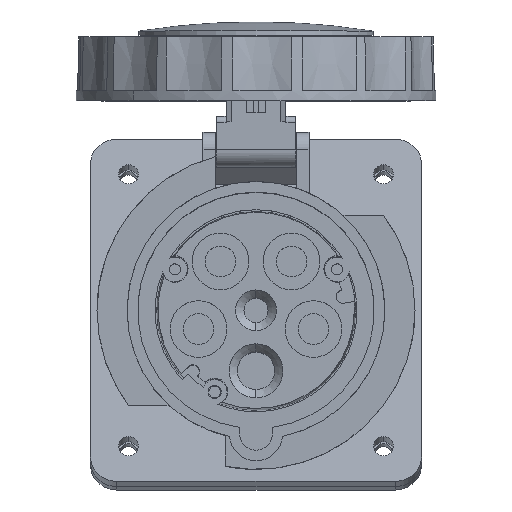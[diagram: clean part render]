
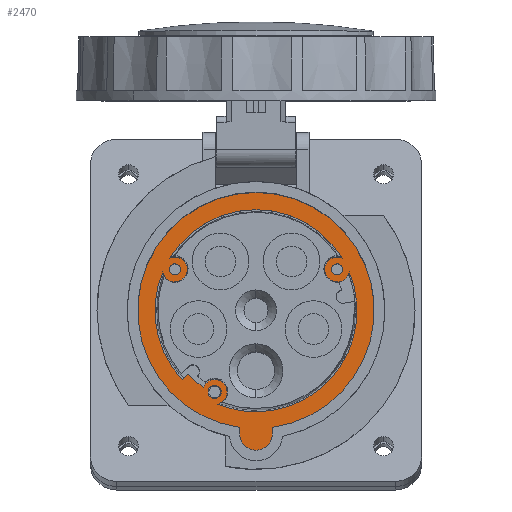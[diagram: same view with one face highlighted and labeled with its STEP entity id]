
A CAD part, top view. The second image highlights one B-rep face of the part: STEP entity #2470.
In plain terms, the highlighted face is planar.
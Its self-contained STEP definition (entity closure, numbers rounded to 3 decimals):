
#819=DIRECTION('',(0.,1.,0.));
#820=VECTOR('',#819,1.852);
#821=CARTESIAN_POINT('',(-5.,-37.2,0.));
#822=LINE('',#821,#820);
#831=DIRECTION('',(0.,-1.,0.));
#832=VECTOR('',#831,1.852);
#833=CARTESIAN_POINT('',(5.,-35.348,0.));
#834=LINE('',#833,#832);
#843=CARTESIAN_POINT('',(0.,-37.2,0.));
#844=DIRECTION('',(0.,0.,1.));
#845=DIRECTION('',(-1.,0.,0.));
#846=AXIS2_PLACEMENT_3D('',#843,#844,#845);
#848=CARTESIAN_POINT('',(0.,0.,0.));
#849=DIRECTION('',(0.,0.,1.));
#850=DIRECTION('',(0.14,-0.99,0.));
#851=AXIS2_PLACEMENT_3D('',#848,#849,#850);
#853=CARTESIAN_POINT('',(0.,0.,0.));
#854=DIRECTION('',(0.,0.,1.));
#855=DIRECTION('',(0.,1.,0.));
#856=AXIS2_PLACEMENT_3D('',#853,#854,#855);
#858=CARTESIAN_POINT('',(-24.503,12.485,0.));
#859=DIRECTION('',(0.,0.,-1.));
#860=DIRECTION('',(1.,0.,0.));
#861=AXIS2_PLACEMENT_3D('',#858,#859,#860);
#863=CARTESIAN_POINT('',(-24.503,12.485,0.));
#864=DIRECTION('',(0.,0.,-1.));
#865=DIRECTION('',(-1.,0.,0.));
#866=AXIS2_PLACEMENT_3D('',#863,#864,#865);
#868=CARTESIAN_POINT('',(12.485,-24.503,0.));
#869=DIRECTION('',(0.,0.,-1.));
#870=DIRECTION('',(1.,0.,0.));
#871=AXIS2_PLACEMENT_3D('',#868,#869,#870);
#873=CARTESIAN_POINT('',(12.485,-24.503,0.));
#874=DIRECTION('',(0.,0.,-1.));
#875=DIRECTION('',(-1.,0.,0.));
#876=AXIS2_PLACEMENT_3D('',#873,#874,#875);
#878=CARTESIAN_POINT('',(24.503,12.485,0.));
#879=DIRECTION('',(0.,0.,-1.));
#880=DIRECTION('',(1.,0.,0.));
#881=AXIS2_PLACEMENT_3D('',#878,#879,#880);
#883=CARTESIAN_POINT('',(24.503,12.485,0.));
#884=DIRECTION('',(0.,0.,-1.));
#885=DIRECTION('',(-1.,0.,0.));
#886=AXIS2_PLACEMENT_3D('',#883,#884,#885);
#888=CARTESIAN_POINT('',(0.,0.,0.));
#889=DIRECTION('',(0.,0.,-1.));
#890=DIRECTION('',(-0.853,0.522,0.));
#891=AXIS2_PLACEMENT_3D('',#888,#889,#890);
#893=CARTESIAN_POINT('',(0.,0.,0.));
#894=DIRECTION('',(0.,0.,-1.));
#895=DIRECTION('',(0.,1.,0.));
#896=AXIS2_PLACEMENT_3D('',#893,#894,#895);
#898=CARTESIAN_POINT('',(24.503,12.485,0.));
#899=DIRECTION('',(0.,0.,1.));
#900=DIRECTION('',(0.404,0.915,0.));
#901=AXIS2_PLACEMENT_3D('',#898,#899,#900);
#903=CARTESIAN_POINT('',(24.503,12.485,0.));
#904=DIRECTION('',(0.,0.,1.));
#905=DIRECTION('',(-1.,0.,0.));
#906=AXIS2_PLACEMENT_3D('',#903,#904,#905);
#908=CARTESIAN_POINT('',(0.,0.,0.));
#909=DIRECTION('',(0.,0.,-1.));
#910=DIRECTION('',(0.924,0.383,0.));
#911=AXIS2_PLACEMENT_3D('',#908,#909,#910);
#913=DIRECTION('',(-0.731,0.682,0.));
#914=VECTOR('',#913,2.5);
#915=CARTESIAN_POINT('',(22.306,-20.801,0.));
#916=LINE('',#915,#914);
#917=CARTESIAN_POINT('',(0.,0.,0.));
#918=DIRECTION('',(0.,0.,-1.));
#919=DIRECTION('',(0.731,-0.682,0.));
#920=AXIS2_PLACEMENT_3D('',#917,#918,#919);
#922=CARTESIAN_POINT('',(12.485,-24.503,0.));
#923=DIRECTION('',(0.,0.,1.));
#924=DIRECTION('',(0.919,0.394,0.));
#925=AXIS2_PLACEMENT_3D('',#922,#923,#924);
#927=CARTESIAN_POINT('',(12.485,-24.503,0.));
#928=DIRECTION('',(0.,0.,1.));
#929=DIRECTION('',(-1.,0.,0.));
#930=AXIS2_PLACEMENT_3D('',#927,#928,#929);
#932=CARTESIAN_POINT('',(12.485,-24.503,0.));
#933=DIRECTION('',(0.,0.,1.));
#934=DIRECTION('',(-0.919,-0.394,0.));
#935=AXIS2_PLACEMENT_3D('',#932,#933,#934);
#937=CARTESIAN_POINT('',(0.,0.,0.));
#938=DIRECTION('',(0.,0.,-1.));
#939=DIRECTION('',(0.383,-0.924,0.));
#940=AXIS2_PLACEMENT_3D('',#937,#938,#939);
#942=CARTESIAN_POINT('',(0.,0.,0.));
#943=DIRECTION('',(0.,0.,-1.));
#944=DIRECTION('',(0.,-1.,0.));
#945=AXIS2_PLACEMENT_3D('',#942,#943,#944);
#947=CARTESIAN_POINT('',(-24.503,12.485,0.));
#948=DIRECTION('',(0.,0.,1.));
#949=DIRECTION('',(-0.978,-0.211,0.));
#950=AXIS2_PLACEMENT_3D('',#947,#948,#949);
#952=CARTESIAN_POINT('',(-24.503,12.485,0.));
#953=DIRECTION('',(0.,0.,1.));
#954=DIRECTION('',(1.,0.,0.));
#955=AXIS2_PLACEMENT_3D('',#952,#953,#954);
#1625=CARTESIAN_POINT('',(-5.,-37.2,0.));
#1626=VERTEX_POINT('',#1625);
#1627=CARTESIAN_POINT('',(-5.,-35.348,0.));
#1628=VERTEX_POINT('',#1627);
#1629=CARTESIAN_POINT('',(5.,-37.2,0.));
#1630=VERTEX_POINT('',#1629);
#1631=CARTESIAN_POINT('',(5.,-35.348,0.));
#1632=VERTEX_POINT('',#1631);
#1633=CARTESIAN_POINT('',(0.,35.7,0.));
#1634=VERTEX_POINT('',#1633);
#1635=CARTESIAN_POINT('',(-22.828,12.485,0.));
#1636=CARTESIAN_POINT('',(-26.178,12.485,0.));
#1637=VERTEX_POINT('',#1635);
#1638=VERTEX_POINT('',#1636);
#1639=CARTESIAN_POINT('',(14.485,-24.503,0.));
#1640=CARTESIAN_POINT('',(10.485,-24.503,0.));
#1641=VERTEX_POINT('',#1639);
#1642=VERTEX_POINT('',#1640);
#1643=CARTESIAN_POINT('',(26.178,12.485,0.));
#1644=CARTESIAN_POINT('',(22.828,12.485,0.));
#1645=VERTEX_POINT('',#1643);
#1646=VERTEX_POINT('',#1644);
#1647=CARTESIAN_POINT('',(0.,30.5,0.));
#1648=CARTESIAN_POINT('',(26.019,15.915,0.));
#1649=VERTEX_POINT('',#1647);
#1650=VERTEX_POINT('',#1648);
#1651=CARTESIAN_POINT('',(-26.019,15.915,0.));
#1652=VERTEX_POINT('',#1651);
#1653=CARTESIAN_POINT('',(20.753,12.485,0.));
#1654=VERTEX_POINT('',#1653);
#1655=CARTESIAN_POINT('',(28.169,11.695,0.));
#1656=VERTEX_POINT('',#1655);
#1657=CARTESIAN_POINT('',(22.306,-20.801,0.));
#1658=VERTEX_POINT('',#1657);
#1659=CARTESIAN_POINT('',(20.478,-19.096,0.));
#1660=VERTEX_POINT('',#1659);
#1661=CARTESIAN_POINT('',(15.932,-23.026,0.));
#1662=VERTEX_POINT('',#1661);
#1663=CARTESIAN_POINT('',(8.735,-24.503,0.));
#1664=VERTEX_POINT('',#1663);
#1665=CARTESIAN_POINT('',(9.038,-25.98,0.));
#1666=VERTEX_POINT('',#1665);
#1667=CARTESIAN_POINT('',(11.695,-28.169,0.));
#1668=VERTEX_POINT('',#1667);
#1669=CARTESIAN_POINT('',(0.,-30.5,0.));
#1670=CARTESIAN_POINT('',(-28.169,11.695,0.));
#1671=VERTEX_POINT('',#1669);
#1672=VERTEX_POINT('',#1670);
#1673=CARTESIAN_POINT('',(-20.753,12.485,0.));
#1674=VERTEX_POINT('',#1673);
#2410=CARTESIAN_POINT('',(0.,0.,0.));
#2411=DIRECTION('',(0.,0.,-1.));
#2412=DIRECTION('',(0.,1.,0.));
#2413=AXIS2_PLACEMENT_3D('',#2410,#2411,#2412);
#2414=PLANE('',#2413);
#2415=ORIENTED_EDGE('',*,*,#2358,.F.);
#2416=ORIENTED_EDGE('',*,*,#2373,.T.);
#2417=ORIENTED_EDGE('',*,*,#2387,.F.);
#2418=ORIENTED_EDGE('',*,*,#2402,.T.);
#2419=ORIENTED_EDGE('',*,*,#2400,.T.);
#2420=EDGE_LOOP('',(#2415,#2416,#2417,#2418,#2419));
#2421=FACE_OUTER_BOUND('',#2420,.F.);
#2423=ORIENTED_EDGE('',*,*,#2422,.T.);
#2425=ORIENTED_EDGE('',*,*,#2424,.T.);
#2426=EDGE_LOOP('',(#2423,#2425));
#2427=FACE_BOUND('',#2426,.F.);
#2429=ORIENTED_EDGE('',*,*,#2428,.T.);
#2431=ORIENTED_EDGE('',*,*,#2430,.T.);
#2432=EDGE_LOOP('',(#2429,#2431));
#2433=FACE_BOUND('',#2432,.F.);
#2435=ORIENTED_EDGE('',*,*,#2434,.T.);
#2437=ORIENTED_EDGE('',*,*,#2436,.T.);
#2438=EDGE_LOOP('',(#2435,#2437));
#2439=FACE_BOUND('',#2438,.F.);
#2441=ORIENTED_EDGE('',*,*,#2440,.T.);
#2443=ORIENTED_EDGE('',*,*,#2442,.T.);
#2445=ORIENTED_EDGE('',*,*,#2444,.T.);
#2447=ORIENTED_EDGE('',*,*,#2446,.T.);
#2449=ORIENTED_EDGE('',*,*,#2448,.T.);
#2451=ORIENTED_EDGE('',*,*,#2450,.T.);
#2453=ORIENTED_EDGE('',*,*,#2452,.T.);
#2455=ORIENTED_EDGE('',*,*,#2454,.T.);
#2457=ORIENTED_EDGE('',*,*,#2456,.T.);
#2459=ORIENTED_EDGE('',*,*,#2458,.T.);
#2461=ORIENTED_EDGE('',*,*,#2460,.T.);
#2463=ORIENTED_EDGE('',*,*,#2462,.T.);
#2465=ORIENTED_EDGE('',*,*,#2464,.T.);
#2467=ORIENTED_EDGE('',*,*,#2466,.T.);
#2468=EDGE_LOOP('',(#2441,#2443,#2445,#2447,#2449,#2451,#2453,#2455,#2457,#2459,
#2461,#2463,#2465,#2467));
#2469=FACE_BOUND('',#2468,.F.);
#2470=ADVANCED_FACE('',(#2421,#2427,#2433,#2439,#2469),#2414,.T.);
#847=CIRCLE('',#846,5.);
#852=CIRCLE('',#851,35.7);
#857=CIRCLE('',#856,35.7);
#862=CIRCLE('',#861,1.675);
#867=CIRCLE('',#866,1.675);
#872=CIRCLE('',#871,2.);
#877=CIRCLE('',#876,2.);
#882=CIRCLE('',#881,1.675);
#887=CIRCLE('',#886,1.675);
#892=CIRCLE('',#891,30.5);
#897=CIRCLE('',#896,30.5);
#902=CIRCLE('',#901,3.75);
#907=CIRCLE('',#906,3.75);
#912=CIRCLE('',#911,30.5);
#921=CIRCLE('',#920,28.);
#926=CIRCLE('',#925,3.75);
#931=CIRCLE('',#930,3.75);
#936=CIRCLE('',#935,3.75);
#941=CIRCLE('',#940,30.5);
#946=CIRCLE('',#945,30.5);
#951=CIRCLE('',#950,3.75);
#956=CIRCLE('',#955,3.75);
#2358=EDGE_CURVE('',#1626,#1628,#822,.T.);
#2373=EDGE_CURVE('',#1626,#1630,#847,.T.);
#2387=EDGE_CURVE('',#1632,#1630,#834,.T.);
#2400=EDGE_CURVE('',#1634,#1628,#857,.T.);
#2402=EDGE_CURVE('',#1632,#1634,#852,.T.);
#2422=EDGE_CURVE('',#1637,#1638,#862,.T.);
#2424=EDGE_CURVE('',#1638,#1637,#867,.T.);
#2428=EDGE_CURVE('',#1641,#1642,#872,.T.);
#2430=EDGE_CURVE('',#1642,#1641,#877,.T.);
#2434=EDGE_CURVE('',#1645,#1646,#882,.T.);
#2436=EDGE_CURVE('',#1646,#1645,#887,.T.);
#2440=EDGE_CURVE('',#1652,#1649,#892,.T.);
#2442=EDGE_CURVE('',#1649,#1650,#897,.T.);
#2444=EDGE_CURVE('',#1650,#1654,#902,.T.);
#2446=EDGE_CURVE('',#1654,#1656,#907,.T.);
#2448=EDGE_CURVE('',#1656,#1658,#912,.T.);
#2450=EDGE_CURVE('',#1658,#1660,#916,.T.);
#2452=EDGE_CURVE('',#1660,#1662,#921,.T.);
#2454=EDGE_CURVE('',#1662,#1664,#926,.T.);
#2456=EDGE_CURVE('',#1664,#1666,#931,.T.);
#2458=EDGE_CURVE('',#1666,#1668,#936,.T.);
#2460=EDGE_CURVE('',#1668,#1671,#941,.T.);
#2462=EDGE_CURVE('',#1671,#1672,#946,.T.);
#2464=EDGE_CURVE('',#1672,#1674,#951,.T.);
#2466=EDGE_CURVE('',#1674,#1652,#956,.T.);
